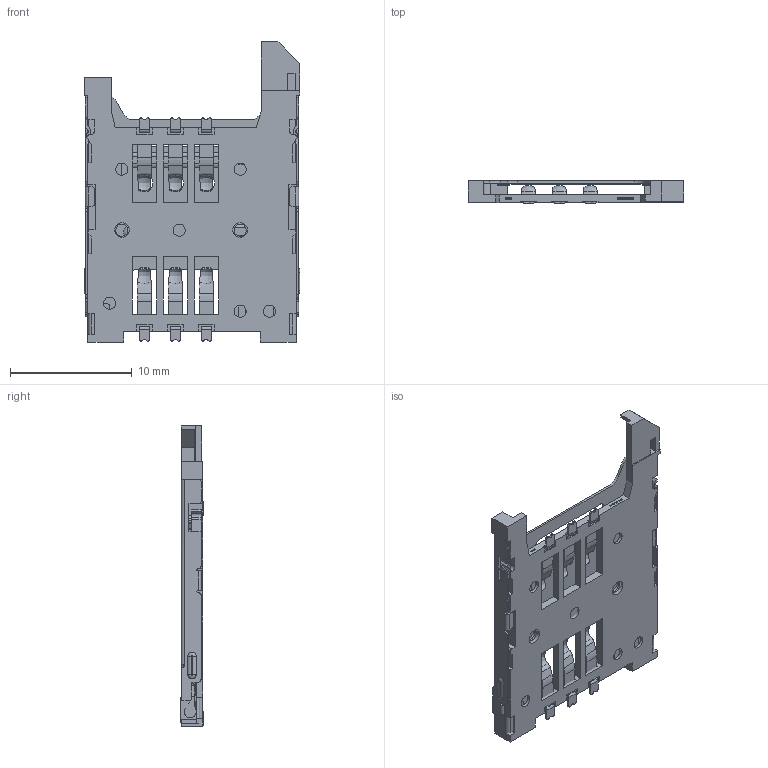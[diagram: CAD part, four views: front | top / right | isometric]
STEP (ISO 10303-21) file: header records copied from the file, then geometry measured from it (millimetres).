
FILE_DESCRIPTION(/* description */ ('STEP AP214'),/* implementation_level */ '2;1');
FILE_NAME(/* name */ 'SIM5051-6-0-18-00-A',/* time_stamp */ '2023-01-12T08:09:37+01:00',/* author */ ('License CC BY-ND 4.0'),/* organization */ ('CADENAS'),/* preprocessor_version */ 'ST-DEVELOPER v18.102',/* originating_system */ 'PARTsolutions',/* authorisation */ ' ');
FILE_SCHEMA (('AUTOMOTIVE_DESIGN {1 0 10303 214 3 1 1}'));
Length unit declared in the file: millimetre
Products named in the file (5): SIM5051-6-0-18-00-A; SIM5051-6-0-18-00-A_PART4; SIM5051-6-0-18-00-A_PART3; SIM5051-6-0-18-00-A_PART2; SIM5051-6-0-18-00-A_PART1
Assembly tree (9 placements, depth 2):
  SIM5051-6-0-18-00-A
    SIM5051-6-0-18-00-A_PART4
    SIM5051-6-0-18-00-A_PART3  x6
    SIM5051-6-0-18-00-A_PART2
    SIM5051-6-0-18-00-A_PART1
Bounding box: 17.7 x 1.9 x 24.65 mm (x, y, z)
Volume: 267.1 mm3; surface area: 1599.1 mm2
Topology: 9 solids, 9 shells, 1187 faces, 3286 edges, 2147 vertices
Faces by surface type: plane 745, cylinder 326, bspline 86, torus 30
Full cylindrical faces by diameter (mm): 0.5 x6, 1 x13, 1.2 x6
Entity records: 30478 total; most frequent: CARTESIAN_POINT 6268, ORIENTED_EDGE 5102, DIRECTION 4872, EDGE_CURVE 2551, LINE 1946, VECTOR 1946, VERTEX_POINT 1692, AXIS2_PLACEMENT_3D 1463
